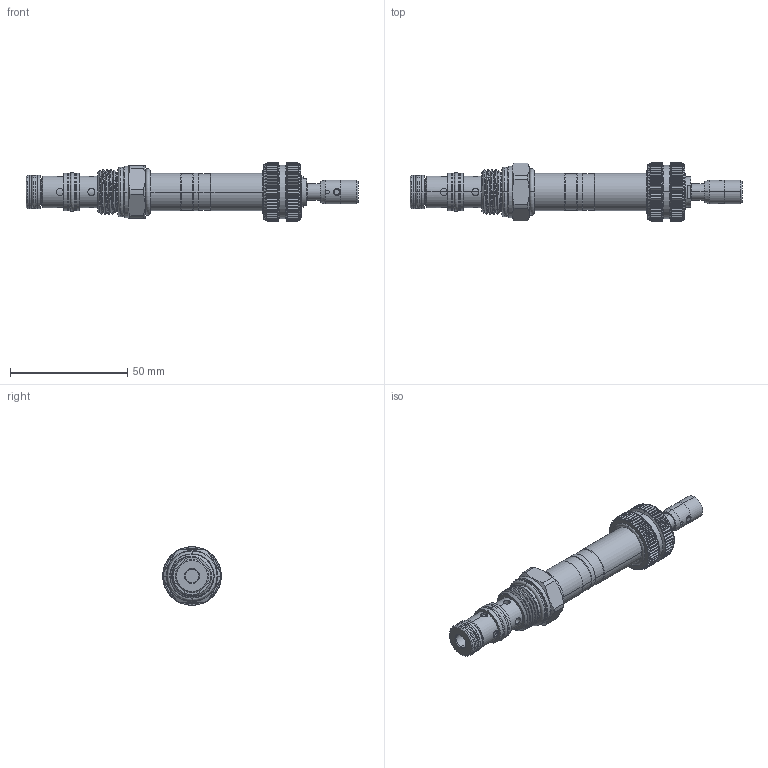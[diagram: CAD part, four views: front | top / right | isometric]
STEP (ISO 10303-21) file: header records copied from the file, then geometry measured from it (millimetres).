
FILE_DESCRIPTION (( 'STEP AP203' ), '1' );
FILE_NAME ('EP08W3C53T04.STEP', '2020-04-08T02:31:43', ( '' ), ( '' ), 'SwSTEP 2.0', 'SolidWorks 2018', '' );
FILE_SCHEMA (( 'CONFIG_CONTROL_DESIGN' ));
Length unit declared in the file: millimetre
Products named in the file (1): EP08W3C53T04
Bounding box: 141.5 x 25 x 25 mm (x, y, z)
Volume: 30308.8 mm3; surface area: 11737.3 mm2
Topology: 6 solids, 6 shells, 1074 faces, 2782 edges, 1757 vertices
Faces by surface type: cylinder 448, plane 436, cone 157, torus 22, bspline 11
Entity records: 38155 total; most frequent: CARTESIAN_POINT 12711, ORIENTED_EDGE 5564, DIRECTION 5030, EDGE_CURVE 2782, AXIS2_PLACEMENT_3D 1956, VERTEX_POINT 1757, EDGE_LOOP 1121, VECTOR 1118
